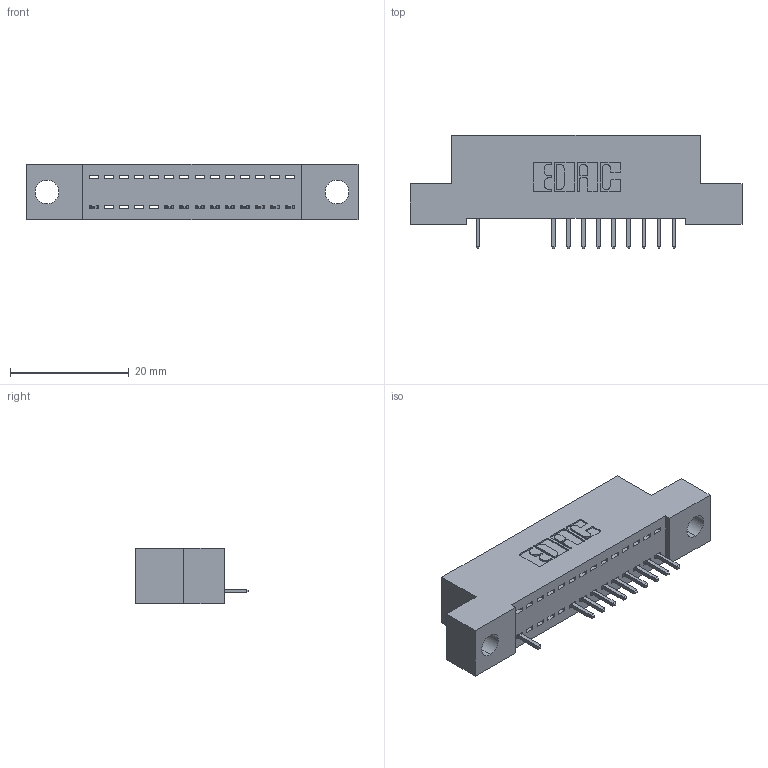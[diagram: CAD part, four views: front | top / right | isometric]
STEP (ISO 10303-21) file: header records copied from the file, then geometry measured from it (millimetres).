
FILE_DESCRIPTION (( 'STEP AP203' ), '1' );
FILE_NAME ('392-014-521-104.STEP', '2018-08-14T23:30:01', ( '' ), ( '' ), 'SwSTEP 2.0', 'SolidWorks 2016', '' );
FILE_SCHEMA (( 'CONFIG_CONTROL_DESIGN' ));
Length unit declared in the file: inch
Products named in the file (3): 342 Part_.156 TH; 345-292-001_345-293-121; 392-014-521-104
Assembly tree (11 placements, depth 2):
  392-014-521-104
    342 Part_.156 TH
    345-292-001_345-293-121  x10
Bounding box: 55.88 x 19.06 x 9.4 mm (x, y, z)
Volume: 4635.2 mm3; surface area: 5756.3 mm2
Topology: 11 solids, 11 shells, 738 faces, 2227 edges, 1470 vertices
Faces by surface type: plane 534, cylinder 204
Entity records: 11941 total; most frequent: CARTESIAN_POINT 2088, ORIENTED_EDGE 2042, DIRECTION 1813, EDGE_CURVE 1021, LINE 893, VECTOR 893, VERTEX_POINT 678, AXIS2_PLACEMENT_3D 460
